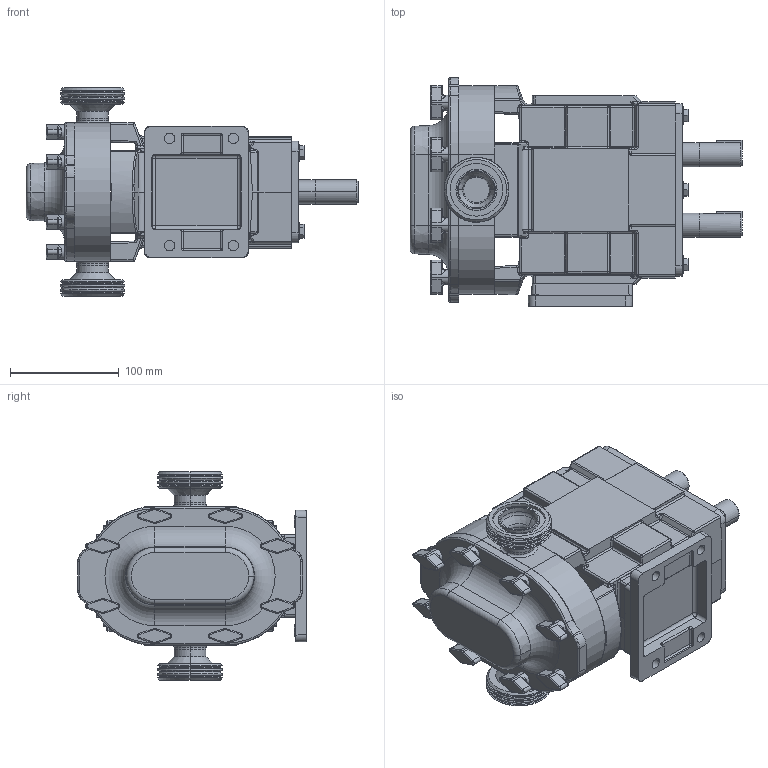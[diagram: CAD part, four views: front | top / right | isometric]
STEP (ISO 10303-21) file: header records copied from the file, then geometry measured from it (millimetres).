
FILE_DESCRIPTION (( 'STEP AP214' ), '1' );
FILE_NAME ('TRA10-0150-025.STEP', '2024-03-26T17:48:06', ( '' ), ( '' ), 'SwSTEP 2.0', 'SolidWorks 2022', '' );
FILE_SCHEMA (( 'AUTOMOTIVE_DESIGN' ));
Length unit declared in the file: inch
Products named in the file (5): TRA10-0150-GEARBOX-H; 0150SMS15; TRA10-0150-025; TRA10-0150-COVER-STD; TRA10-0150-BODY
Assembly tree (5 placements, depth 2):
  TRA10-0150-025
    TRA10-0150-GEARBOX-H
    TRA10-0150-COVER-STD
    0150SMS15  x2
    TRA10-0150-BODY
Bounding box: 305.51 x 210.61 x 191.52 mm (x, y, z)
Volume: 3874486.6 mm3; surface area: 324356.9 mm2
Topology: 5 solids, 5 shells, 1261 faces, 2989 edges, 1715 vertices
Faces by surface type: cylinder 453, plane 323, bspline 216, torus 117, cone 90, sphere 62
Entity records: 40717 total; most frequent: CARTESIAN_POINT 14760, ORIENTED_EDGE 5634, DIRECTION 5219, EDGE_CURVE 2817, AXIS2_PLACEMENT_3D 2008, VERTEX_POINT 1655, EDGE_LOOP 1252, ADVANCED_FACE 1206
